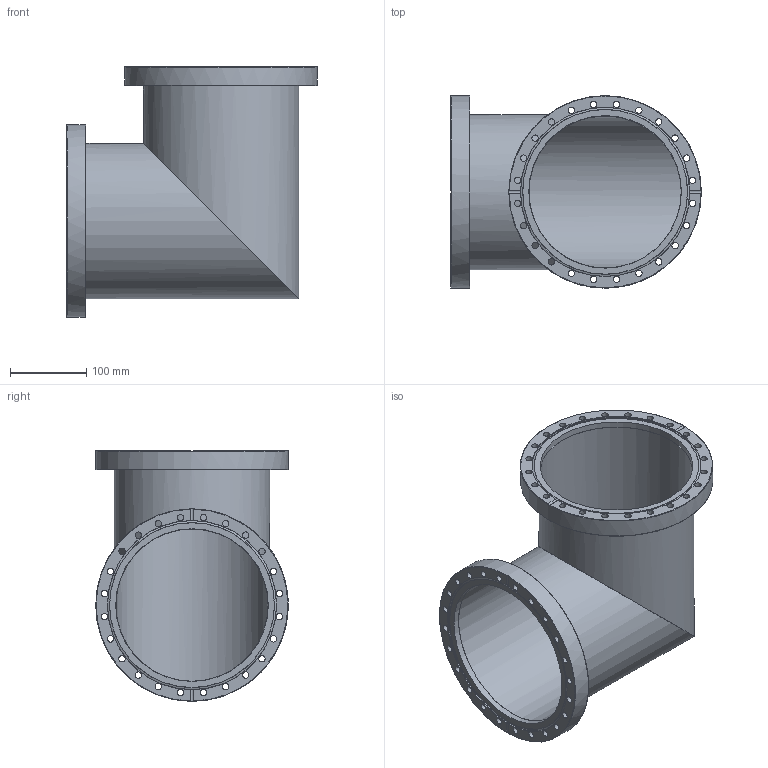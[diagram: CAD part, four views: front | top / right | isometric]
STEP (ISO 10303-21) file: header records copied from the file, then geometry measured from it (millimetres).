
FILE_DESCRIPTION((''),'2;1');
FILE_NAME('EL200R-304.stp','2009-04-23T14:00:22',('hasers'),(''),'Autodesk Inventor 2008','Autodesk Inventor 2008','');
FILE_SCHEMA(('AUTOMOTIVE_DESIGN { 1 0 10303 214 1 1 1 1 }'));
Length unit declared in the file: millimetre
Products named in the file (5): EL200R-304; Rohre [Subject [Summary]=normal][Keywords [Summary]=1.4301][Title [Summary]=204x2,0 (0,5m)]_3; Rohre [Subject [Summary]=normal][Keywords [Summary]=1.4301][Title [Summary]=204x2,0 (0,5m)]_4; CF-R [Subject [Summary]=-304][Title [Summary]=F200RIB204]; CF-R [Subject [Summary]=-304][Title [Summary]=F200RO]
Assembly tree (6 placements, depth 2):
  EL200R-304
    Rohre [Subject [Summary]=normal][Keywords [Summary]=1.4301][Title [Summary]=204x2,0 (0,5m)]_3
    Rohre [Subject [Summary]=normal][Keywords [Summary]=1.4301][Title [Summary]=204x2,0 (0,5m)]_4
    CF-R [Subject [Summary]=-304][Title [Summary]=F200RIB204]  x2
    CF-R [Subject [Summary]=-304][Title [Summary]=F200RO]  x2
Bounding box: 329.5 x 253 x 329.5 mm (x, y, z)
Volume: 1270470.6 mm3; surface area: 730665 mm2
Topology: 6 solids, 6 shells, 110 faces, 323 edges, 227 vertices
Faces by surface type: bspline 62, plane 14, cylinder 14, torus 14, cone 6
Full cylindrical faces by diameter (mm): 200 x2, 204 x2, 222.1 x2, 223 x2, 253 x2
Entity records: 2249 total; most frequent: CARTESIAN_POINT 871, DIRECTION 246, ORIENTED_EDGE 188, EDGE_LOOP 160, AXIS2_PLACEMENT_3D 121, FACE_BOUND 101, EDGE_CURVE 94, VERTEX_POINT 88
